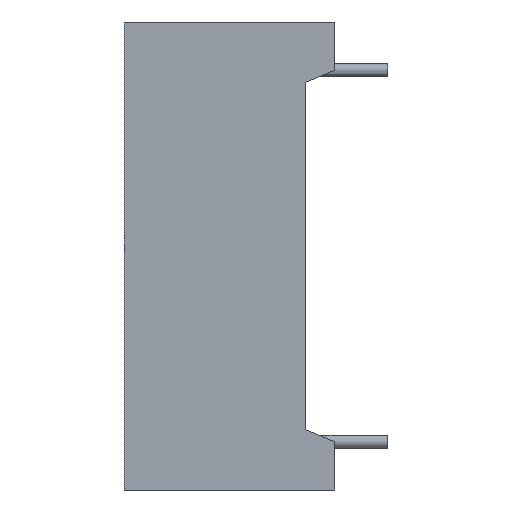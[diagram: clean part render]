
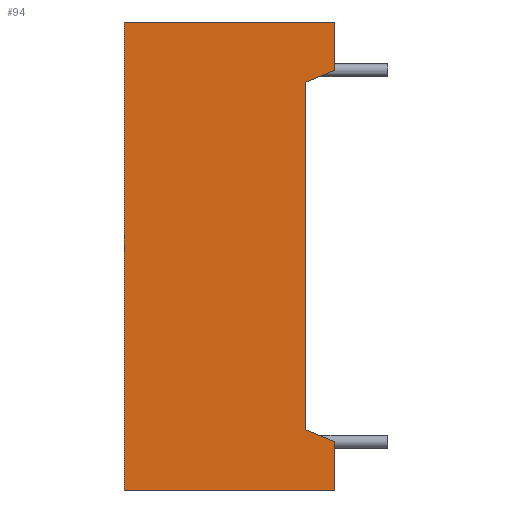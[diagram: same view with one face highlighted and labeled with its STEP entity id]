
A CAD part, left-side view. The second image highlights one B-rep face of the part: STEP entity #94.
In plain terms, the highlighted planar face has unit normal (-1, 0, 0).
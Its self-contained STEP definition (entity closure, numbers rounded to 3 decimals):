
#72 = CARTESIAN_POINT ( 'NONE',  ( -15.05, 0., 8. ) ) ;
#94 = ADVANCED_FACE ( 'NONE', ( #1005 ), #667, .T. ) ;
#142 = LINE ( 'NONE', #2013, #2044 ) ;
#226 = DIRECTION ( 'NONE',  ( 0., 0., 1. ) ) ;
#262 = VECTOR ( 'NONE', #5122, 1000. ) ;
#667 = PLANE ( 'NONE',  #4228 ) ;
#740 = CARTESIAN_POINT ( 'NONE',  ( -15.05, -7.2, 8. ) ) ;
#782 = EDGE_CURVE ( 'NONE', #3079, #2552, #2387, .T. ) ;
#832 = DIRECTION ( 'NONE',  ( 0., 1., 0. ) ) ;
#983 = EDGE_CURVE ( 'NONE', #5148, #2296, #142, .T. ) ;
#1005 = FACE_OUTER_BOUND ( 'NONE', #5211, .T. ) ;
#1045 = EDGE_CURVE ( 'NONE', #4192, #2466, #2239, .T. ) ;
#1130 = EDGE_CURVE ( 'NONE', #2296, #1271, #3147, .T. ) ;
#1271 = VERTEX_POINT ( 'NONE', #2793 ) ;
#1642 = VECTOR ( 'NONE', #4987, 1000. ) ;
#1700 = ORIENTED_EDGE ( 'NONE', *, *, #782, .F. ) ;
#1709 = CARTESIAN_POINT ( 'NONE',  ( -15.05, -7.2, 6.35 ) ) ;
#2013 = CARTESIAN_POINT ( 'NONE',  ( -15.05, -6.2, -8. ) ) ;
#2044 = VECTOR ( 'NONE', #3922, 1000. ) ;
#2095 = CARTESIAN_POINT ( 'NONE',  ( -15.05, -2.127, 4.248 ) ) ;
#2128 = ORIENTED_EDGE ( 'NONE', *, *, #5462, .T. ) ;
#2144 = VECTOR ( 'NONE', #5006, 1000. ) ;
#2172 = CARTESIAN_POINT ( 'NONE',  ( -15.05, -7.2, -8. ) ) ;
#2239 = LINE ( 'NONE', #740, #4741 ) ;
#2296 = VERTEX_POINT ( 'NONE', #3293 ) ;
#2387 = LINE ( 'NONE', #5710, #3237 ) ;
#2466 = VERTEX_POINT ( 'NONE', #72 ) ;
#2552 = VERTEX_POINT ( 'NONE', #4929 ) ;
#2657 = DIRECTION ( 'NONE',  ( 0., 0., 1. ) ) ;
#2793 = CARTESIAN_POINT ( 'NONE',  ( -15.05, -7.2, -6.35 ) ) ;
#2813 = ORIENTED_EDGE ( 'NONE', *, *, #1045, .T. ) ;
#2905 = DIRECTION ( 'NONE',  ( 0., 0., 1. ) ) ;
#3079 = VERTEX_POINT ( 'NONE', #2172 ) ;
#3098 = CARTESIAN_POINT ( 'NONE',  ( -15.05, -7.2, -8. ) ) ;
#3147 = LINE ( 'NONE', #5069, #262 ) ;
#3231 = VECTOR ( 'NONE', #226, 1000. ) ;
#3237 = VECTOR ( 'NONE', #5770, 1000. ) ;
#3293 = CARTESIAN_POINT ( 'NONE',  ( -15.05, -6.2, -5.936 ) ) ;
#3327 = ORIENTED_EDGE ( 'NONE', *, *, #5771, .F. ) ;
#3671 = ORIENTED_EDGE ( 'NONE', *, *, #1130, .F. ) ;
#3913 = DIRECTION ( 'NONE',  ( -1., 0., 0. ) ) ;
#3922 = DIRECTION ( 'NONE',  ( 0., 0., -1. ) ) ;
#3957 = VERTEX_POINT ( 'NONE', #1709 ) ;
#4170 = CARTESIAN_POINT ( 'NONE',  ( -15.05, -6.2, 5.936 ) ) ;
#4192 = VERTEX_POINT ( 'NONE', #5452 ) ;
#4228 = AXIS2_PLACEMENT_3D ( 'NONE', #4892, #3913, #2905 ) ;
#4478 = LINE ( 'NONE', #2095, #1642 ) ;
#4635 = ORIENTED_EDGE ( 'NONE', *, *, #983, .F. ) ;
#4671 = LINE ( 'NONE', #5172, #2144 ) ;
#4741 = VECTOR ( 'NONE', #832, 1000. ) ;
#4793 = ORIENTED_EDGE ( 'NONE', *, *, #5524, .F. ) ;
#4884 = LINE ( 'NONE', #3098, #3231 ) ;
#4892 = CARTESIAN_POINT ( 'NONE',  ( -15.05, -7.2, -8. ) ) ;
#4929 = CARTESIAN_POINT ( 'NONE',  ( -15.05, 0., -8. ) ) ;
#4987 = DIRECTION ( 'NONE',  ( 0., 0.924, -0.383 ) ) ;
#5006 = DIRECTION ( 'NONE',  ( 0., 0., 1. ) ) ;
#5069 = CARTESIAN_POINT ( 'NONE',  ( -15.05, -7.783, -6.592 ) ) ;
#5104 = CARTESIAN_POINT ( 'NONE',  ( -15.05, 0., -8. ) ) ;
#5122 = DIRECTION ( 'NONE',  ( 0., -0.924, -0.383 ) ) ;
#5148 = VERTEX_POINT ( 'NONE', #4170 ) ;
#5172 = CARTESIAN_POINT ( 'NONE',  ( -15.05, -7.2, -8. ) ) ;
#5209 = EDGE_CURVE ( 'NONE', #3957, #4192, #4671, .T. ) ;
#5211 = EDGE_LOOP ( 'NONE', ( #3671, #4635, #4793, #5676, #2813, #3327, #1700, #2128 ) ) ;
#5452 = CARTESIAN_POINT ( 'NONE',  ( -15.05, -7.2, 8. ) ) ;
#5462 = EDGE_CURVE ( 'NONE', #3079, #1271, #4884, .T. ) ;
#5524 = EDGE_CURVE ( 'NONE', #3957, #5148, #4478, .T. ) ;
#5538 = LINE ( 'NONE', #5104, #5947 ) ;
#5676 = ORIENTED_EDGE ( 'NONE', *, *, #5209, .T. ) ;
#5710 = CARTESIAN_POINT ( 'NONE',  ( -15.05, -7.2, -8. ) ) ;
#5770 = DIRECTION ( 'NONE',  ( 0., 1., 0. ) ) ;
#5771 = EDGE_CURVE ( 'NONE', #2552, #2466, #5538, .T. ) ;
#5947 = VECTOR ( 'NONE', #2657, 1000. ) ;
